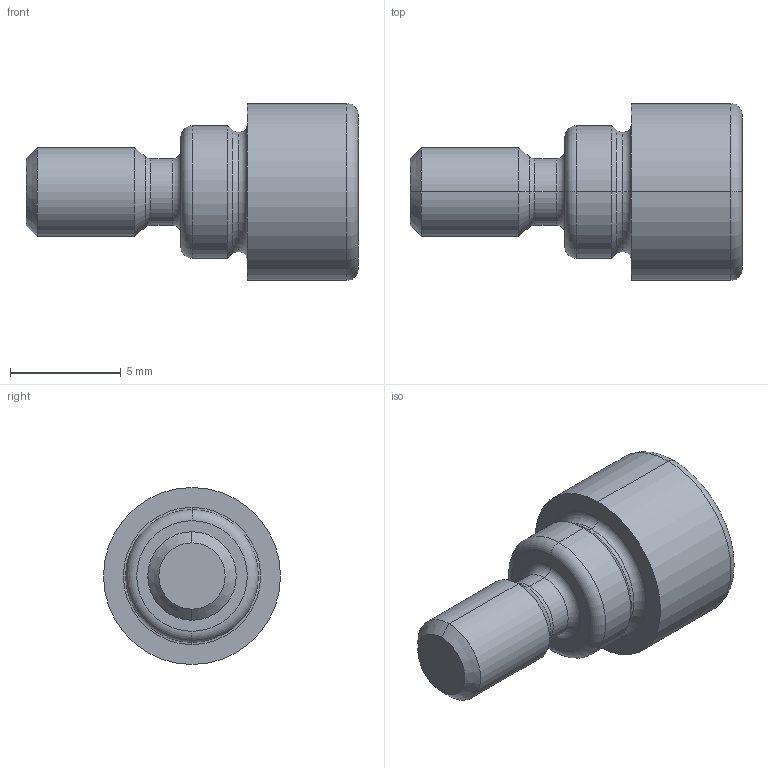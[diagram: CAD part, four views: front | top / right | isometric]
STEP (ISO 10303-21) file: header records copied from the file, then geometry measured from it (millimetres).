
FILE_DESCRIPTION (( 'STEP AP214' ), '1' );
FILE_NAME ('D16.ER2.001.015.STEP', '2021-03-31T13:15:48', ( '' ), ( '' ), 'SwSTEP 2.0', 'SolidWorks 2017', '' );
FILE_SCHEMA (( 'AUTOMOTIVE_DESIGN' ));
Length unit declared in the file: millimetre
Products named in the file (1): D16.ER2.001.015
Bounding box: 15 x 8 x 8 mm (x, y, z)
Volume: 360.7 mm3; surface area: 401.6 mm2
Topology: 1 solids, 1 shells, 45 faces, 103 edges, 61 vertices
Faces by surface type: cone 15, torus 12, plane 10, cylinder 8
Entity records: 1391 total; most frequent: CARTESIAN_POINT 319, DIRECTION 229, ORIENTED_EDGE 202, EDGE_CURVE 101, AXIS2_PLACEMENT_3D 97, VERTEX_POINT 61, CIRCLE 51, EDGE_LOOP 48
